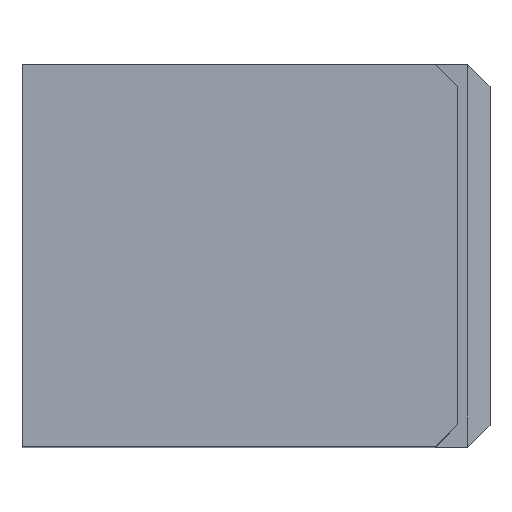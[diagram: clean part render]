
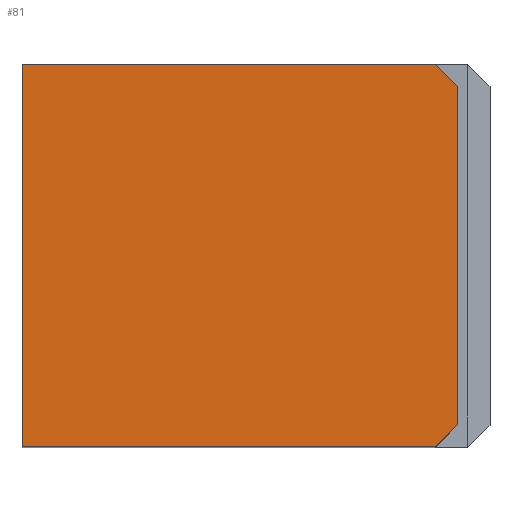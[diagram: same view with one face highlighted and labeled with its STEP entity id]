
A CAD part, top view. The second image highlights one B-rep face of the part: STEP entity #81.
In plain terms, the highlighted planar face has unit normal (0, 0, 1).
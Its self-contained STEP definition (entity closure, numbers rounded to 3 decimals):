
#21 = EDGE_CURVE('',#22,#24,#26,.T.);
#22 = VERTEX_POINT('',#23);
#23 = CARTESIAN_POINT('',(0.,0.,460.));
#24 = VERTEX_POINT('',#25);
#25 = CARTESIAN_POINT('',(281.,0.,460.));
#26 = LINE('',#27,#28);
#27 = CARTESIAN_POINT('',(0.,0.,460.));
#28 = VECTOR('',#29,1.);
#29 = DIRECTION('',(1.,0.,0.));
#81 = ADVANCED_FACE('',(#82),#123,.T.);
#82 = FACE_BOUND('',#83,.T.);
#83 = EDGE_LOOP('',(#84,#94,#100,#101,#109,#117));
#84 = ORIENTED_EDGE('',*,*,#85,.F.);
#85 = EDGE_CURVE('',#86,#88,#90,.T.);
#86 = VERTEX_POINT('',#87);
#87 = CARTESIAN_POINT('',(0.,260.,460.));
#88 = VERTEX_POINT('',#89);
#89 = CARTESIAN_POINT('',(281.,260.,460.));
#90 = LINE('',#91,#92);
#91 = CARTESIAN_POINT('',(0.,260.,460.));
#92 = VECTOR('',#93,1.);
#93 = DIRECTION('',(1.,0.,0.));
#94 = ORIENTED_EDGE('',*,*,#95,.F.);
#95 = EDGE_CURVE('',#22,#86,#96,.T.);
#96 = LINE('',#97,#98);
#97 = CARTESIAN_POINT('',(0.,0.,460.));
#98 = VECTOR('',#99,1.);
#99 = DIRECTION('',(0.,1.,0.));
#100 = ORIENTED_EDGE('',*,*,#21,.T.);
#101 = ORIENTED_EDGE('',*,*,#102,.T.);
#102 = EDGE_CURVE('',#24,#103,#105,.T.);
#103 = VERTEX_POINT('',#104);
#104 = CARTESIAN_POINT('',(296.,15.,460.));
#105 = LINE('',#106,#107);
#106 = CARTESIAN_POINT('',(214.5,-66.5,460.));
#107 = VECTOR('',#108,1.);
#108 = DIRECTION('',(0.707,0.707,0.));
#109 = ORIENTED_EDGE('',*,*,#110,.F.);
#110 = EDGE_CURVE('',#111,#103,#113,.T.);
#111 = VERTEX_POINT('',#112);
#112 = CARTESIAN_POINT('',(296.,245.,460.));
#113 = LINE('',#114,#115);
#114 = CARTESIAN_POINT('',(296.,260.,460.));
#115 = VECTOR('',#116,1.);
#116 = DIRECTION('',(0.,-1.,0.));
#117 = ORIENTED_EDGE('',*,*,#118,.T.);
#118 = EDGE_CURVE('',#111,#88,#119,.T.);
#119 = LINE('',#120,#121);
#120 = CARTESIAN_POINT('',(279.5,261.5,460.));
#121 = VECTOR('',#122,1.);
#122 = DIRECTION('',(-0.707,0.707,0.));
#123 = PLANE('',#124);
#124 = AXIS2_PLACEMENT_3D('',#125,#126,#127);
#125 = CARTESIAN_POINT('',(0.,0.,460.));
#126 = DIRECTION('',(0.,0.,1.));
#127 = DIRECTION('',(1.,0.,0.));
